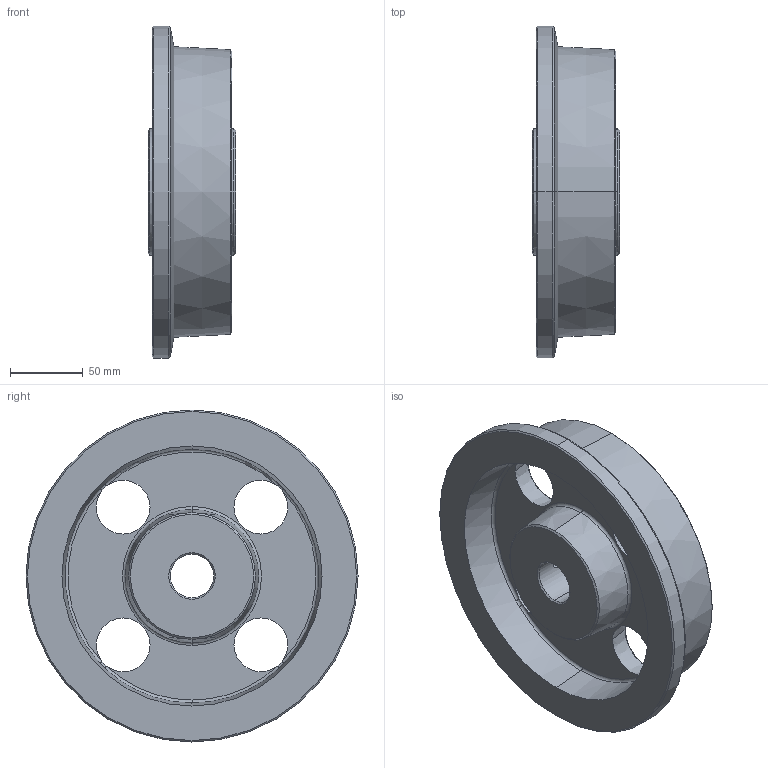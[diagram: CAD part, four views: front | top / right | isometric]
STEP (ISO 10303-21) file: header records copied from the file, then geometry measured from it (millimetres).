
FILE_DESCRIPTION (( 'STEP AP214' ), '1' );
FILE_NAME ('0023926.step', '2022-04-14T07:21:47', ( '' ), ( '' ), 'SwSTEP 2.0', 'SolidWorks 2020', '' );
FILE_SCHEMA (( 'AUTOMOTIVE_DESIGN' ));
Length unit declared in the file: millimetre
Products named in the file (1): 0023926
Bounding box: 60 x 228.5 x 228.5 mm (x, y, z)
Volume: 1013586.1 mm3; surface area: 146719.9 mm2
Topology: 1 solids, 1 shells, 133 faces, 331 edges, 195 vertices
Faces by surface type: bspline 46, cone 34, torus 30, plane 12, cylinder 11
Entity records: 5402 total; most frequent: CARTESIAN_POINT 2390, ORIENTED_EDGE 662, DIRECTION 624, EDGE_CURVE 331, AXIS2_PLACEMENT_3D 287, CIRCLE 199, VERTEX_POINT 195, EDGE_LOOP 140
